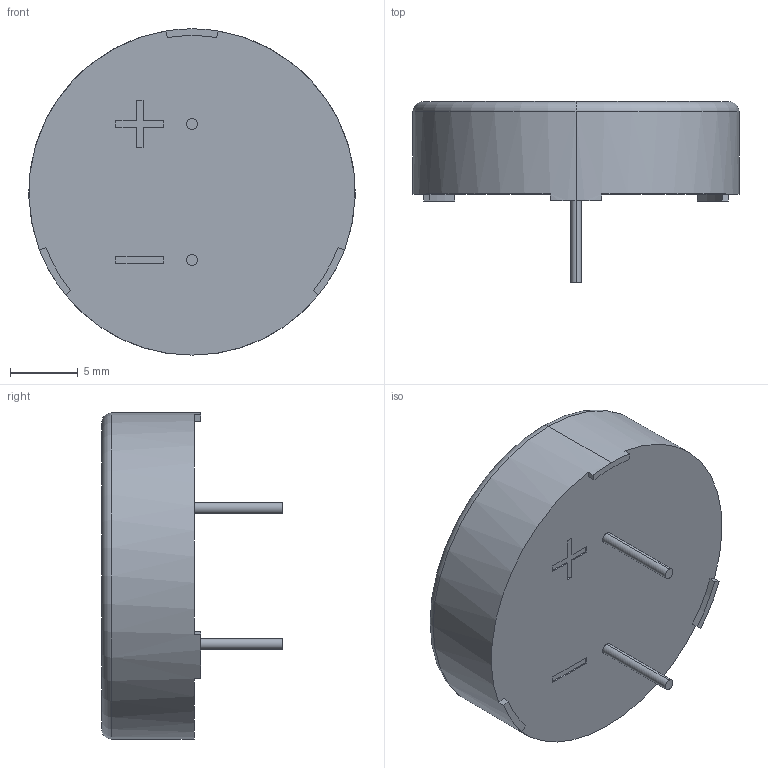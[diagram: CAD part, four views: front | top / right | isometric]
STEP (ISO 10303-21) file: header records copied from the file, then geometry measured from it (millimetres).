
FILE_DESCRIPTION (( 'STEP AP214' ), '1' );
FILE_NAME ('CUI_DEVICES_CEP-1112.step', '2019-10-20T21:32:46', ( '' ), ( '' ), 'SwSTEP 2.0', 'SolidWorks 2019', '' );
FILE_SCHEMA (( 'AUTOMOTIVE_DESIGN' ));
Length unit declared in the file: inch
Products named in the file (1): CUI_DEVICES_CEP-1112
Bounding box: 24 x 13.3 x 24 mm (x, y, z)
Volume: 3057.9 mm3; surface area: 1465.6 mm2
Topology: 1 solids, 1 shells, 46 faces, 115 edges, 76 vertices
Faces by surface type: plane 32, cylinder 12, torus 2
Entity records: 2015 total; most frequent: DIRECTION 243, CARTESIAN_POINT 238, ORIENTED_EDGE 230, EDGE_CURVE 115, AXIS2_PLACEMENT_3D 81, VECTOR 81, LINE 81, VERTEX_POINT 76
